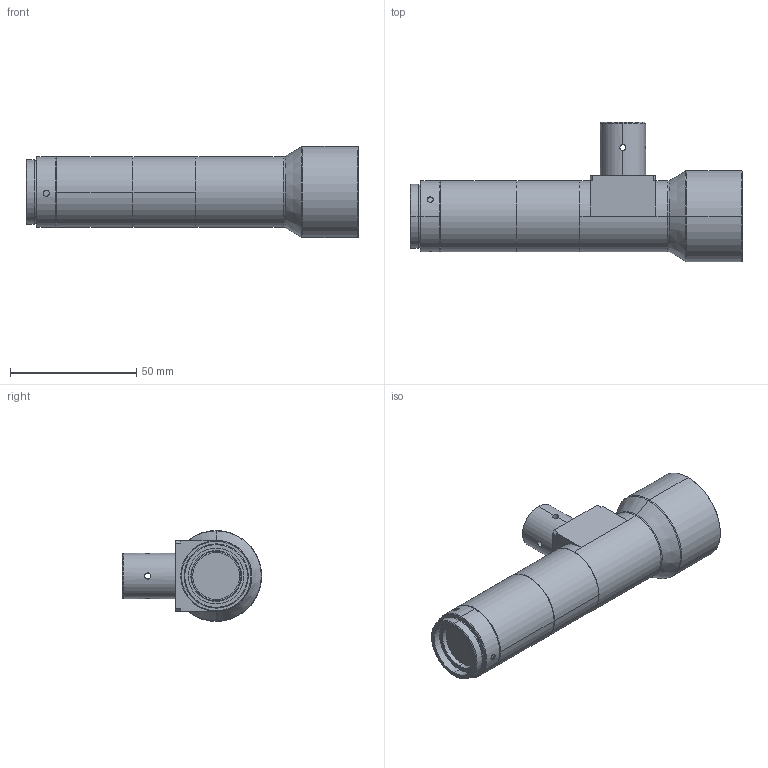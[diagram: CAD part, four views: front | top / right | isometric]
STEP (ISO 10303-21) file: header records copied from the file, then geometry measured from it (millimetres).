
FILE_DESCRIPTION (( 'STEP AP203' ), '1' );
FILE_NAME ('WWK05-110C-230.STEP', '2019-12-03T05:53:42', ( 'Windows 蚚誧' ), ( '' ), 'SwSTEP 2.0', 'SolidWorks 2017', '' );
FILE_SCHEMA (( 'CONFIG_CONTROL_DESIGN' ));
Length unit declared in the file: millimetre
Products named in the file (1): WWK05-110C-230
Bounding box: 131.28 x 55.1 x 36 mm (x, y, z)
Volume: 95635.2 mm3; surface area: 17572.1 mm2
Topology: 3 solids, 3 shells, 162 faces, 372 edges, 230 vertices
Faces by surface type: cylinder 79, cone 40, plane 39, bspline 4
Entity records: 5219 total; most frequent: CARTESIAN_POINT 1501, DIRECTION 780, ORIENTED_EDGE 728, EDGE_CURVE 364, AXIS2_PLACEMENT_3D 313, VERTEX_POINT 230, EDGE_LOOP 192, FACE_OUTER_BOUND 162
